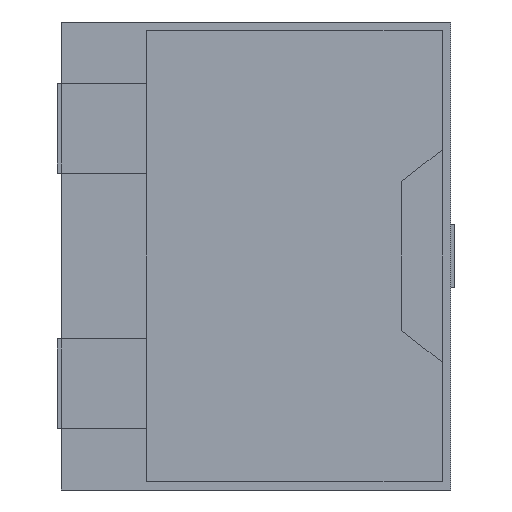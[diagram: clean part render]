
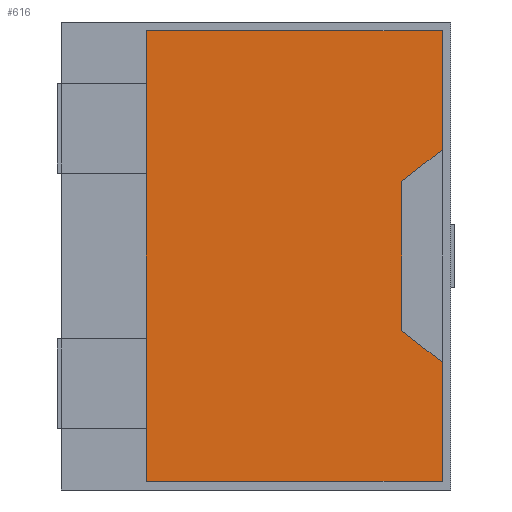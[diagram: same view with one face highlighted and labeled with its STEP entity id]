
A CAD part, front view. The second image highlights one B-rep face of the part: STEP entity #616.
In plain terms, the highlighted planar face has unit normal (0, -1, 0).
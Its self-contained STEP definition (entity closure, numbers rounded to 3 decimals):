
#1=DIRECTION('',(0.,0.,1.));
#2=VECTOR('',#1,2.8);
#3=CARTESIAN_POINT('',(4.375,0.,-5.3));
#4=LINE('',#3,#2);
#5=DIRECTION('',(1.,0.,0.));
#6=VECTOR('',#5,6.95);
#7=CARTESIAN_POINT('',(-2.575,0.,-5.3));
#8=LINE('',#7,#6);
#9=DIRECTION('',(0.,0.,-1.));
#10=VECTOR('',#9,10.6);
#11=CARTESIAN_POINT('',(-2.575,0.,5.3));
#12=LINE('',#11,#10);
#13=DIRECTION('',(-1.,0.,0.));
#14=VECTOR('',#13,6.95);
#15=CARTESIAN_POINT('',(4.375,0.,5.3));
#16=LINE('',#15,#14);
#17=DIRECTION('',(0.,0.,1.));
#18=VECTOR('',#17,2.8);
#19=CARTESIAN_POINT('',(4.375,0.,2.5));
#20=LINE('',#19,#18);
#21=DIRECTION('',(-0.785,0.,-0.619));
#22=VECTOR('',#21,1.211);
#23=CARTESIAN_POINT('',(4.375,0.,2.5));
#24=LINE('',#23,#22);
#25=DIRECTION('',(0.,0.,1.));
#26=VECTOR('',#25,3.5);
#27=CARTESIAN_POINT('',(3.425,0.,-1.75));
#28=LINE('',#27,#26);
#29=DIRECTION('',(-0.785,0.,0.619));
#30=VECTOR('',#29,1.211);
#31=CARTESIAN_POINT('',(4.375,0.,-2.5));
#32=LINE('',#31,#30);
#465=CARTESIAN_POINT('',(-2.575,0.,5.3));
#466=CARTESIAN_POINT('',(-2.575,0.,-5.3));
#467=VERTEX_POINT('',#465);
#468=VERTEX_POINT('',#466);
#469=CARTESIAN_POINT('',(4.375,0.,5.3));
#470=VERTEX_POINT('',#469);
#471=CARTESIAN_POINT('',(4.375,0.,-5.3));
#472=VERTEX_POINT('',#471);
#513=CARTESIAN_POINT('',(4.375,0.,2.5));
#515=VERTEX_POINT('',#513);
#517=CARTESIAN_POINT('',(4.375,0.,-2.5));
#519=VERTEX_POINT('',#517);
#521=CARTESIAN_POINT('',(3.425,0.,1.75));
#522=VERTEX_POINT('',#521);
#523=CARTESIAN_POINT('',(3.425,0.,-1.75));
#524=VERTEX_POINT('',#523);
#593=CARTESIAN_POINT('',(0.,0.,0.));
#594=DIRECTION('',(0.,1.,0.));
#595=DIRECTION('',(1.,0.,0.));
#596=AXIS2_PLACEMENT_3D('',#593,#594,#595);
#597=PLANE('',#596);
#599=ORIENTED_EDGE('',*,*,#598,.F.);
#601=ORIENTED_EDGE('',*,*,#600,.F.);
#603=ORIENTED_EDGE('',*,*,#602,.F.);
#605=ORIENTED_EDGE('',*,*,#604,.F.);
#607=ORIENTED_EDGE('',*,*,#606,.F.);
#609=ORIENTED_EDGE('',*,*,#608,.T.);
#611=ORIENTED_EDGE('',*,*,#610,.F.);
#613=ORIENTED_EDGE('',*,*,#612,.F.);
#614=EDGE_LOOP('',(#599,#601,#603,#605,#607,#609,#611,#613));
#615=FACE_OUTER_BOUND('',#614,.F.);
#598=EDGE_CURVE('',#472,#519,#4,.T.);
#600=EDGE_CURVE('',#468,#472,#8,.T.);
#602=EDGE_CURVE('',#467,#468,#12,.T.);
#604=EDGE_CURVE('',#470,#467,#16,.T.);
#606=EDGE_CURVE('',#515,#470,#20,.T.);
#608=EDGE_CURVE('',#515,#522,#24,.T.);
#610=EDGE_CURVE('',#524,#522,#28,.T.);
#612=EDGE_CURVE('',#519,#524,#32,.T.);
#616=ADVANCED_FACE('',(#615),#597,.F.);
